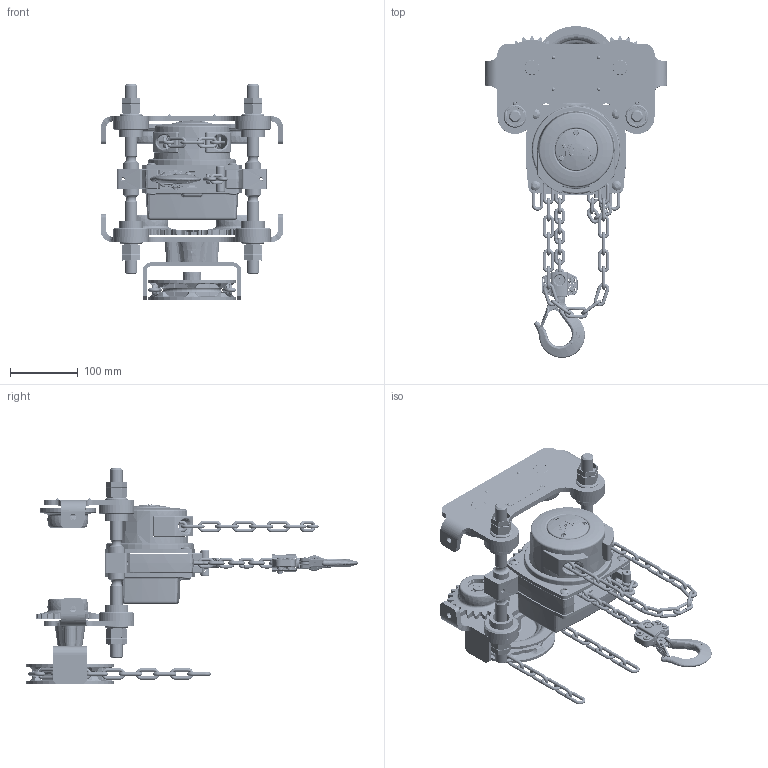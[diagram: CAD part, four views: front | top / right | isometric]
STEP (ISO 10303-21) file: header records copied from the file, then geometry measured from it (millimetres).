
FILE_DESCRIPTION (( 'STEP AP203' ), '1' );
FILE_NAME ('YLITG 0,5t.STEP', '2011-10-17T05:57:01', ( 'Yale Industrial Products GmbH' ), ( 'Yale Industrial Products GmbH' ), 'SwSTEP 2.0', 'SolidWorks 2010', '' );
FILE_SCHEMA (( 'CONFIG_CONTROL_DESIGN' ));
Length unit declared in the file: millimetre
Products named in the file (1): YLITG 0,5t
Bounding box: 270 x 490.15 x 318.2 mm (x, y, z)
Surface area: 615839.9 mm2 (no closed solid volume)
Topology: 0 solids, 213 shells, 3006 faces, 9420 edges, 6346 vertices
Faces by surface type: cylinder 1135, torus 651, plane 542, bspline 337, cone 263, sphere 78
Entity records: 133978 total; most frequent: CARTESIAN_POINT 54750, DIRECTION 16855, ORIENTED_EDGE 15273, EDGE_CURVE 9340, AXIS2_PLACEMENT_3D 7076, VERTEX_POINT 6308, CIRCLE 4406, EDGE_LOOP 3297
